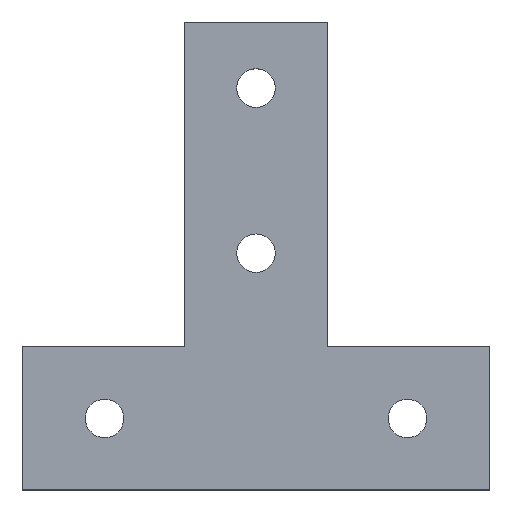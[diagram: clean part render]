
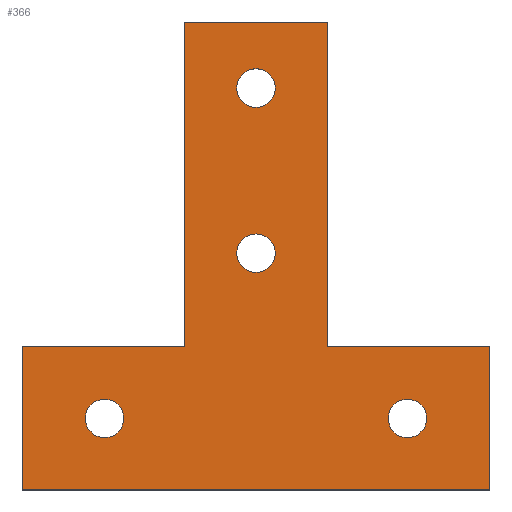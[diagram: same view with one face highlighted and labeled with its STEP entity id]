
A CAD part, top view. The second image highlights one B-rep face of the part: STEP entity #366.
In plain terms, the highlighted planar face has unit normal (0, 0, 1).
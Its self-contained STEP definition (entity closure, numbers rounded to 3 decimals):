
#4 = DIRECTION ( 'NONE',  ( 1., 0., 0. ) ) ;
#9 = EDGE_CURVE ( 'NONE', #481, #225, #328, .T. ) ;
#11 = LINE ( 'NONE', #273, #587 ) ;
#15 = DIRECTION ( 'NONE',  ( 0., -1., 0. ) ) ;
#24 = EDGE_CURVE ( 'NONE', #414, #255, #11, .T. ) ;
#32 = ORIENTED_EDGE ( 'NONE', *, *, #312, .F. ) ;
#41 = VECTOR ( 'NONE', #497, 1000. ) ;
#49 = AXIS2_PLACEMENT_3D ( 'NONE', #644, #331, #533 ) ;
#52 = VERTEX_POINT ( 'NONE', #596 ) ;
#57 = DIRECTION ( 'NONE',  ( 0., 0., 1. ) ) ;
#65 = ORIENTED_EDGE ( 'NONE', *, *, #288, .T. ) ;
#68 = EDGE_CURVE ( 'NONE', #52, #147, #347, .T. ) ;
#73 = LINE ( 'NONE', #285, #254 ) ;
#91 = CARTESIAN_POINT ( 'NONE',  ( -13., 85., 2.5 ) ) ;
#92 = ORIENTED_EDGE ( 'NONE', *, *, #215, .T. ) ;
#102 = ORIENTED_EDGE ( 'NONE', *, *, #24, .T. ) ;
#103 = CARTESIAN_POINT ( 'NONE',  ( -3.5, 73., 2.5 ) ) ;
#104 = LINE ( 'NONE', #216, #649 ) ;
#105 = ORIENTED_EDGE ( 'NONE', *, *, #643, .F. ) ;
#106 = CARTESIAN_POINT ( 'NONE',  ( 3.5, 43., 2.5 ) ) ;
#108 = CARTESIAN_POINT ( 'NONE',  ( 13., 85., 2.5 ) ) ;
#111 = AXIS2_PLACEMENT_3D ( 'NONE', #151, #303, #356 ) ;
#112 = DIRECTION ( 'NONE',  ( 0., 0., 1. ) ) ;
#119 = ORIENTED_EDGE ( 'NONE', *, *, #603, .T. ) ;
#121 = AXIS2_PLACEMENT_3D ( 'NONE', #128, #343, #504 ) ;
#123 = PLANE ( 'NONE',  #49 ) ;
#128 = CARTESIAN_POINT ( 'NONE',  ( -27.5, 13., 2.5 ) ) ;
#134 = VECTOR ( 'NONE', #413, 1000. ) ;
#137 = CARTESIAN_POINT ( 'NONE',  ( -42.5, 0., 2.5 ) ) ;
#138 = DIRECTION ( 'NONE',  ( 1., 0., 0. ) ) ;
#147 = VERTEX_POINT ( 'NONE', #228 ) ;
#151 = CARTESIAN_POINT ( 'NONE',  ( -27.5, 13., 2.5 ) ) ;
#152 = CIRCLE ( 'NONE', #264, 3.5 ) ;
#157 = VERTEX_POINT ( 'NONE', #473 ) ;
#164 = CIRCLE ( 'NONE', #562, 3.5 ) ;
#168 = ORIENTED_EDGE ( 'NONE', *, *, #590, .F. ) ;
#175 = VECTOR ( 'NONE', #323, 1000. ) ;
#176 = AXIS2_PLACEMENT_3D ( 'NONE', #616, #468, #206 ) ;
#184 = EDGE_CURVE ( 'NONE', #157, #608, #152, .T. ) ;
#190 = CARTESIAN_POINT ( 'NONE',  ( 42.5, 26., 2.5 ) ) ;
#202 = VERTEX_POINT ( 'NONE', #137 ) ;
#206 = DIRECTION ( 'NONE',  ( 1., 0., 0. ) ) ;
#215 = EDGE_CURVE ( 'NONE', #611, #202, #367, .T. ) ;
#216 = CARTESIAN_POINT ( 'NONE',  ( -42.5, 26., 2.5 ) ) ;
#221 = CARTESIAN_POINT ( 'NONE',  ( 27.5, 13., 2.5 ) ) ;
#225 = VERTEX_POINT ( 'NONE', #244 ) ;
#228 = CARTESIAN_POINT ( 'NONE',  ( -24., 13., 2.5 ) ) ;
#232 = CARTESIAN_POINT ( 'NONE',  ( 0., 43., 2.5 ) ) ;
#244 = CARTESIAN_POINT ( 'NONE',  ( 13., 85., 2.5 ) ) ;
#246 = CIRCLE ( 'NONE', #111, 3.5 ) ;
#252 = ORIENTED_EDGE ( 'NONE', *, *, #613, .F. ) ;
#254 = VECTOR ( 'NONE', #597, 1000. ) ;
#255 = VERTEX_POINT ( 'NONE', #492 ) ;
#259 = CARTESIAN_POINT ( 'NONE',  ( 0., 43., 2.5 ) ) ;
#261 = DIRECTION ( 'NONE',  ( 1., 0., 0. ) ) ;
#264 = AXIS2_PLACEMENT_3D ( 'NONE', #232, #432, #592 ) ;
#273 = CARTESIAN_POINT ( 'NONE',  ( -13., 26., 2.5 ) ) ;
#276 = AXIS2_PLACEMENT_3D ( 'NONE', #463, #57, #4 ) ;
#281 = VERTEX_POINT ( 'NONE', #545 ) ;
#285 = CARTESIAN_POINT ( 'NONE',  ( -42.5, 0., 2.5 ) ) ;
#287 = DIRECTION ( 'NONE',  ( 0., 0., 1. ) ) ;
#288 = EDGE_CURVE ( 'NONE', #572, #561, #647, .T. ) ;
#303 = DIRECTION ( 'NONE',  ( 0., 0., 1. ) ) ;
#312 = EDGE_CURVE ( 'NONE', #281, #415, #659, .T. ) ;
#323 = DIRECTION ( 'NONE',  ( 0., 1., 0. ) ) ;
#328 = LINE ( 'NONE', #108, #175 ) ;
#331 = DIRECTION ( 'NONE',  ( 0., 0., 1. ) ) ;
#337 = FACE_BOUND ( 'NONE', #374, .T. ) ;
#343 = DIRECTION ( 'NONE',  ( 0., 0., 1. ) ) ;
#347 = CIRCLE ( 'NONE', #121, 3.5 ) ;
#348 = VECTOR ( 'NONE', #503, 1000. ) ;
#356 = DIRECTION ( 'NONE',  ( 1., 0., 0. ) ) ;
#359 = ORIENTED_EDGE ( 'NONE', *, *, #438, .T. ) ;
#363 = EDGE_LOOP ( 'NONE', ( #502, #105 ) ) ;
#366 = ADVANCED_FACE ( 'NONE', ( #388, #337, #547, #586, #636 ), #123, .T. ) ;
#367 = LINE ( 'NONE', #394, #41 ) ;
#374 = EDGE_LOOP ( 'NONE', ( #534, #32 ) ) ;
#378 = EDGE_LOOP ( 'NONE', ( #558, #628 ) ) ;
#383 = EDGE_CURVE ( 'NONE', #202, #572, #73, .T. ) ;
#388 = FACE_BOUND ( 'NONE', #378, .T. ) ;
#393 = CARTESIAN_POINT ( 'NONE',  ( 0., 73., 2.5 ) ) ;
#394 = CARTESIAN_POINT ( 'NONE',  ( -42.5, 0., 2.5 ) ) ;
#406 = CARTESIAN_POINT ( 'NONE',  ( 42.5, 0., 2.5 ) ) ;
#413 = DIRECTION ( 'NONE',  ( -1., 0., 0. ) ) ;
#414 = VERTEX_POINT ( 'NONE', #91 ) ;
#415 = VERTEX_POINT ( 'NONE', #103 ) ;
#417 = CARTESIAN_POINT ( 'NONE',  ( -42.5, 26., 2.5 ) ) ;
#421 = DIRECTION ( 'NONE',  ( -1., 0., 0. ) ) ;
#426 = LINE ( 'NONE', #517, #134 ) ;
#432 = DIRECTION ( 'NONE',  ( 0., 0., 1. ) ) ;
#438 = EDGE_CURVE ( 'NONE', #561, #481, #665, .T. ) ;
#442 = ORIENTED_EDGE ( 'NONE', *, *, #653, .T. ) ;
#448 = CARTESIAN_POINT ( 'NONE',  ( 13., 26., 2.5 ) ) ;
#450 = EDGE_LOOP ( 'NONE', ( #252, #168 ) ) ;
#460 = EDGE_CURVE ( 'NONE', #147, #52, #246, .T. ) ;
#461 = CARTESIAN_POINT ( 'NONE',  ( 13., 26., 2.5 ) ) ;
#463 = CARTESIAN_POINT ( 'NONE',  ( 0., 73., 2.5 ) ) ;
#468 = DIRECTION ( 'NONE',  ( 0., 0., 1. ) ) ;
#473 = CARTESIAN_POINT ( 'NONE',  ( -3.5, 43., 2.5 ) ) ;
#481 = VERTEX_POINT ( 'NONE', #448 ) ;
#492 = CARTESIAN_POINT ( 'NONE',  ( -13., 26., 2.5 ) ) ;
#497 = DIRECTION ( 'NONE',  ( 0., -1., 0. ) ) ;
#502 = ORIENTED_EDGE ( 'NONE', *, *, #184, .F. ) ;
#503 = DIRECTION ( 'NONE',  ( -1., 0., 0. ) ) ;
#504 = DIRECTION ( 'NONE',  ( 1., 0., 0. ) ) ;
#509 = CIRCLE ( 'NONE', #276, 3.5 ) ;
#517 = CARTESIAN_POINT ( 'NONE',  ( -13., 85., 2.5 ) ) ;
#521 = DIRECTION ( 'NONE',  ( 1., 0., 0. ) ) ;
#524 = ORIENTED_EDGE ( 'NONE', *, *, #383, .T. ) ;
#531 = AXIS2_PLACEMENT_3D ( 'NONE', #393, #287, #138 ) ;
#533 = DIRECTION ( 'NONE',  ( 1., 0., 0. ) ) ;
#534 = ORIENTED_EDGE ( 'NONE', *, *, #614, .F. ) ;
#541 = CIRCLE ( 'NONE', #176, 3.5 ) ;
#545 = CARTESIAN_POINT ( 'NONE',  ( 3.5, 73., 2.5 ) ) ;
#547 = FACE_OUTER_BOUND ( 'NONE', #623, .T. ) ;
#557 = VERTEX_POINT ( 'NONE', #662 ) ;
#558 = ORIENTED_EDGE ( 'NONE', *, *, #68, .F. ) ;
#561 = VERTEX_POINT ( 'NONE', #654 ) ;
#562 = AXIS2_PLACEMENT_3D ( 'NONE', #221, #112, #261 ) ;
#572 = VERTEX_POINT ( 'NONE', #406 ) ;
#573 = DIRECTION ( 'NONE',  ( 0., 0., 1. ) ) ;
#575 = CIRCLE ( 'NONE', #599, 3.5 ) ;
#586 = FACE_BOUND ( 'NONE', #363, .T. ) ;
#587 = VECTOR ( 'NONE', #15, 1000. ) ;
#590 = EDGE_CURVE ( 'NONE', #631, #557, #164, .T. ) ;
#592 = DIRECTION ( 'NONE',  ( 1., 0., 0. ) ) ;
#596 = CARTESIAN_POINT ( 'NONE',  ( -31., 13., 2.5 ) ) ;
#597 = DIRECTION ( 'NONE',  ( 1., 0., 0. ) ) ;
#599 = AXIS2_PLACEMENT_3D ( 'NONE', #259, #573, #521 ) ;
#603 = EDGE_CURVE ( 'NONE', #225, #414, #426, .T. ) ;
#608 = VERTEX_POINT ( 'NONE', #106 ) ;
#611 = VERTEX_POINT ( 'NONE', #417 ) ;
#613 = EDGE_CURVE ( 'NONE', #557, #631, #541, .T. ) ;
#614 = EDGE_CURVE ( 'NONE', #415, #281, #509, .T. ) ;
#616 = CARTESIAN_POINT ( 'NONE',  ( 27.5, 13., 2.5 ) ) ;
#621 = CARTESIAN_POINT ( 'NONE',  ( 31., 13., 2.5 ) ) ;
#623 = EDGE_LOOP ( 'NONE', ( #65, #359, #656, #119, #102, #442, #92, #524 ) ) ;
#628 = ORIENTED_EDGE ( 'NONE', *, *, #460, .F. ) ;
#631 = VERTEX_POINT ( 'NONE', #621 ) ;
#636 = FACE_BOUND ( 'NONE', #450, .T. ) ;
#638 = VECTOR ( 'NONE', #640, 1000. ) ;
#640 = DIRECTION ( 'NONE',  ( 0., 1., 0. ) ) ;
#643 = EDGE_CURVE ( 'NONE', #608, #157, #575, .T. ) ;
#644 = CARTESIAN_POINT ( 'NONE',  ( 0., 0., 2.5 ) ) ;
#647 = LINE ( 'NONE', #190, #638 ) ;
#649 = VECTOR ( 'NONE', #421, 1000. ) ;
#653 = EDGE_CURVE ( 'NONE', #255, #611, #104, .T. ) ;
#654 = CARTESIAN_POINT ( 'NONE',  ( 42.5, 26., 2.5 ) ) ;
#656 = ORIENTED_EDGE ( 'NONE', *, *, #9, .T. ) ;
#659 = CIRCLE ( 'NONE', #531, 3.5 ) ;
#662 = CARTESIAN_POINT ( 'NONE',  ( 24., 13., 2.5 ) ) ;
#665 = LINE ( 'NONE', #461, #348 ) ;
